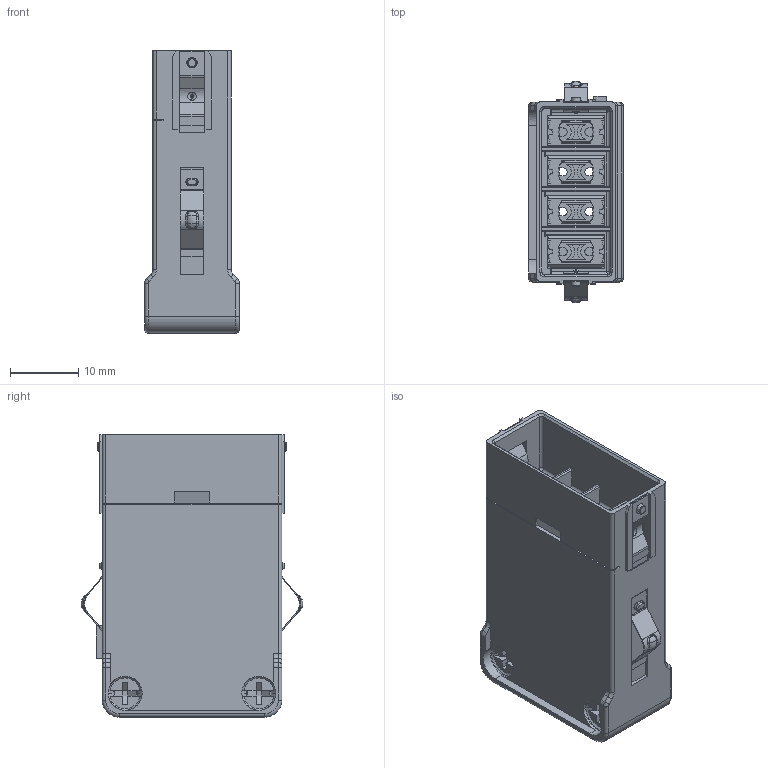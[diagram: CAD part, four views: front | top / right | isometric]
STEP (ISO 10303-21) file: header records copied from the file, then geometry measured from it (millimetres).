
FILE_DESCRIPTION((''),'2;1');
FILE_NAME('S_HMGB-008-MC1','2018-08-02T09:19:21',('sx.huang'),(''),'CREO PARAMETRIC BY PTC INC, 2016510','CREO PARAMETRIC BY PTC INC, 2016510','');
FILE_SCHEMA(());
Products named in the file (1): S_HMGB-008-MC1
Bounding box: 13.9 x 32.47 x 41.4 mm (x, y, z)
Volume: 6859.9 mm3; surface area: 13237.4 mm2
Topology: 4 solids, 8 shells, 1732 faces, 4922 edges, 3139 vertices
Faces by surface type: plane 942, cylinder 587, cone 68, torus 65, bspline 55, sphere 13, extrusion 2
Entity records: 62162 total; most frequent: CARTESIAN_POINT 17116, ORIENTED_EDGE 9776, DIRECTION 9118, EDGE_CURVE 4898, VECTOR 3186, LINE 3184, VERTEX_POINT 3139, AXIS2_PLACEMENT_3D 2966
